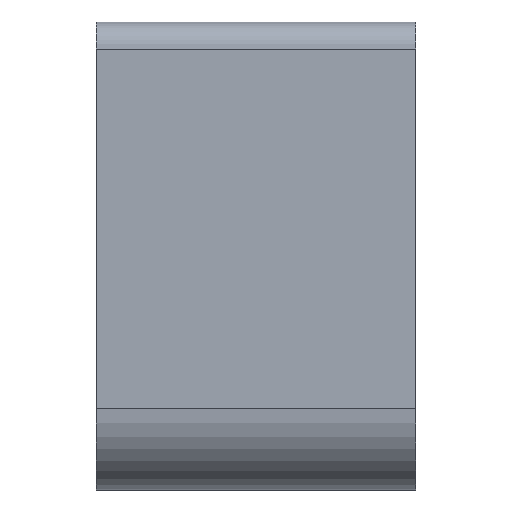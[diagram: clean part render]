
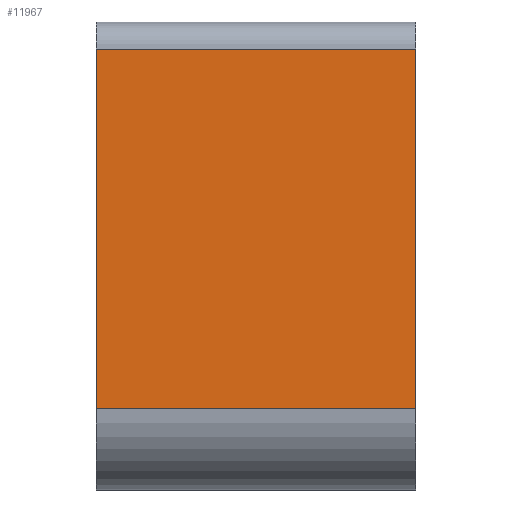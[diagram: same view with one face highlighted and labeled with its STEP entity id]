
A CAD part, left-side view. The second image highlights one B-rep face of the part: STEP entity #11967.
In plain terms, the highlighted planar face has unit normal (-1, 0, 0).
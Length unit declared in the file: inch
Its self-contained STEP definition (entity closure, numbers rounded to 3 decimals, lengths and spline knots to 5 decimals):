
#1150 = EDGE_CURVE ( 'NONE', #7397, #26087, #14729, .T. ) ;
#1570 = CARTESIAN_POINT ( 'NONE',  ( -3.23022, 0.472, -0.875 ) ) ;
#2049 = VECTOR ( 'NONE', #21823, 39.37008 ) ;
#3766 = EDGE_CURVE ( 'NONE', #26639, #11128, #19414, .T. ) ;
#4103 = FACE_OUTER_BOUND ( 'NONE', #9205, .T. ) ;
#4565 = AXIS2_PLACEMENT_3D ( 'NONE', #8272, #23630, #10483 ) ;
#5609 = ORIENTED_EDGE ( 'NONE', *, *, #1150, .T. ) ;
#6283 = DIRECTION ( 'NONE',  ( 0., -1., 0. ) ) ;
#6655 = CARTESIAN_POINT ( 'NONE',  ( -3.23022, 1.0625, -0.775 ) ) ;
#6870 = LINE ( 'NONE', #6655, #2049 ) ;
#7397 = VERTEX_POINT ( 'NONE', #11342 ) ;
#8272 = CARTESIAN_POINT ( 'NONE',  ( -3.23022, -0.1185, -0.875 ) ) ;
#9205 = EDGE_LOOP ( 'NONE', ( #12604, #10822, #10309, #5609 ) ) ;
#9210 = CARTESIAN_POINT ( 'NONE',  ( -3.23022, -0.1185, -2.20633 ) ) ;
#9254 = CARTESIAN_POINT ( 'NONE',  ( -3.23022, 0.472, -2.20633 ) ) ;
#9801 = EDGE_CURVE ( 'NONE', #26087, #11128, #17512, .T. ) ;
#10309 = ORIENTED_EDGE ( 'NONE', *, *, #14006, .F. ) ;
#10483 = DIRECTION ( 'NONE',  ( 0., 1., 0. ) ) ;
#10822 = ORIENTED_EDGE ( 'NONE', *, *, #3766, .F. ) ;
#11128 = VERTEX_POINT ( 'NONE', #19452 ) ;
#11251 = VECTOR ( 'NONE', #28450, 39.37008 ) ;
#11342 = CARTESIAN_POINT ( 'NONE',  ( -3.23022, 1.0625, -2.20633 ) ) ;
#11967 = ADVANCED_FACE ( 'NONE', ( #4103 ), #14840, .T. ) ;
#12604 = ORIENTED_EDGE ( 'NONE', *, *, #9801, .T. ) ;
#14006 = EDGE_CURVE ( 'NONE', #7397, #26639, #6870, .T. ) ;
#14729 = LINE ( 'NONE', #9254, #11251 ) ;
#14840 = PLANE ( 'NONE',  #4565 ) ;
#15613 = DIRECTION ( 'NONE',  ( 0., 0., 1. ) ) ;
#16232 = CARTESIAN_POINT ( 'NONE',  ( -3.23022, 1.0625, -0.875 ) ) ;
#17512 = LINE ( 'NONE', #28260, #18531 ) ;
#18531 = VECTOR ( 'NONE', #15613, 39.37008 ) ;
#18729 = VECTOR ( 'NONE', #6283, 39.37008 ) ;
#19414 = LINE ( 'NONE', #1570, #18729 ) ;
#19452 = CARTESIAN_POINT ( 'NONE',  ( -3.23022, -0.1185, -0.875 ) ) ;
#21823 = DIRECTION ( 'NONE',  ( 0., 0., 1. ) ) ;
#23630 = DIRECTION ( 'NONE',  ( -1., 0., 0. ) ) ;
#26087 = VERTEX_POINT ( 'NONE', #9210 ) ;
#26639 = VERTEX_POINT ( 'NONE', #16232 ) ;
#28260 = CARTESIAN_POINT ( 'NONE',  ( -3.23022, -0.1185, -1.54066 ) ) ;
#28450 = DIRECTION ( 'NONE',  ( 0., -1., 0. ) ) ;
